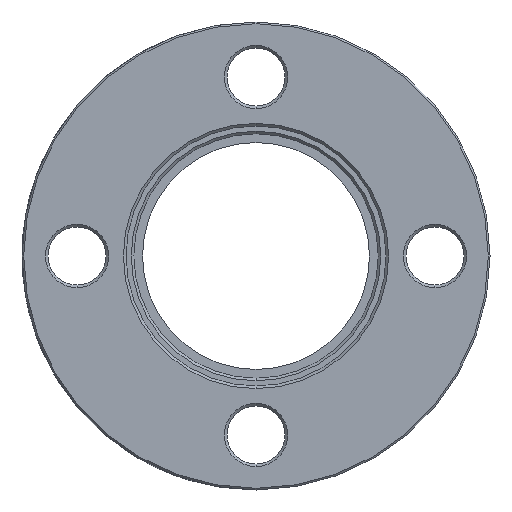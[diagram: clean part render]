
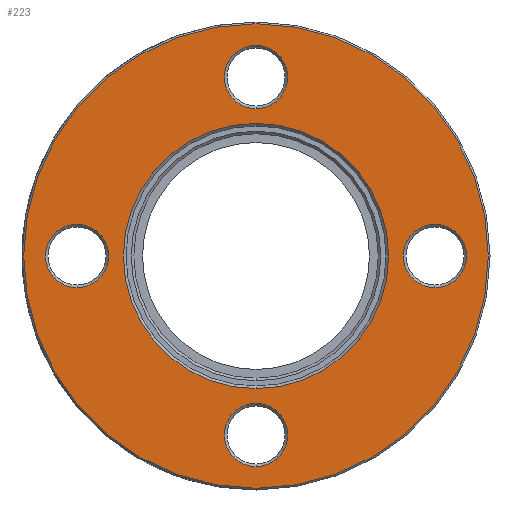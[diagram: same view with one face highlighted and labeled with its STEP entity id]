
A CAD part, front view. The second image highlights one B-rep face of the part: STEP entity #223.
In plain terms, the highlighted planar face has unit normal (0, -1, 0).
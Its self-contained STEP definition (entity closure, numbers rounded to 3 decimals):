
#5 = CARTESIAN_POINT ( 'NONE',  ( 20.65, 0., 0. ) ) ;
#9 = EDGE_CURVE ( 'NONE', #1337, #515, #919, .T. ) ;
#34 = ORIENTED_EDGE ( 'NONE', *, *, #751, .T. ) ;
#43 = EDGE_CURVE ( 'NONE', #906, #1580, #1658, .T. ) ;
#59 = DIRECTION ( 'NONE',  ( 0., 0., -1. ) ) ;
#62 = DIRECTION ( 'NONE',  ( 0., 0., -1. ) ) ;
#97 = CARTESIAN_POINT ( 'NONE',  ( 0., 0., 0. ) ) ;
#99 = VERTEX_POINT ( 'NONE', #1251 ) ;
#111 = CARTESIAN_POINT ( 'NONE',  ( 0., 0., 0. ) ) ;
#122 = DIRECTION ( 'NONE',  ( 0., 0., -1. ) ) ;
#123 = VERTEX_POINT ( 'NONE', #695 ) ;
#127 = FACE_BOUND ( 'NONE', #1764, .T. ) ;
#134 = CARTESIAN_POINT ( 'NONE',  ( 0., 0., 20.65 ) ) ;
#142 = ORIENTED_EDGE ( 'NONE', *, *, #382, .T. ) ;
#150 = CIRCLE ( 'NONE', #1644, 3.65 ) ;
#151 = EDGE_CURVE ( 'NONE', #461, #1594, #622, .T. ) ;
#165 = CARTESIAN_POINT ( 'NONE',  ( 0., 0., -26.8 ) ) ;
#168 = AXIS2_PLACEMENT_3D ( 'NONE', #1097, #235, #1220 ) ;
#175 = CIRCLE ( 'NONE', #1504, 26.8 ) ;
#180 = ORIENTED_EDGE ( 'NONE', *, *, #282, .T. ) ;
#223 = ADVANCED_FACE ( 'NONE', ( #1252, #514, #905, #127, #1561, #1211 ), #1757, .T. ) ;
#235 = DIRECTION ( 'NONE',  ( 0., 1., 0. ) ) ;
#238 = VERTEX_POINT ( 'NONE', #165 ) ;
#278 = DIRECTION ( 'NONE',  ( 0., 0., -1. ) ) ;
#282 = EDGE_CURVE ( 'NONE', #238, #492, #918, .T. ) ;
#294 = ORIENTED_EDGE ( 'NONE', *, *, #814, .T. ) ;
#310 = EDGE_LOOP ( 'NONE', ( #294, #391 ) ) ;
#375 = CARTESIAN_POINT ( 'NONE',  ( 0., 0., 0. ) ) ;
#382 = EDGE_CURVE ( 'NONE', #799, #657, #1160, .T. ) ;
#385 = CARTESIAN_POINT ( 'NONE',  ( 0., 0., -17. ) ) ;
#391 = ORIENTED_EDGE ( 'NONE', *, *, #151, .T. ) ;
#429 = CARTESIAN_POINT ( 'NONE',  ( 0., 0., -24.3 ) ) ;
#436 = CARTESIAN_POINT ( 'NONE',  ( -20.65, 0., 0. ) ) ;
#442 = CARTESIAN_POINT ( 'NONE',  ( 20.65, 0., 3.65 ) ) ;
#460 = AXIS2_PLACEMENT_3D ( 'NONE', #134, #1138, #278 ) ;
#461 = VERTEX_POINT ( 'NONE', #1361 ) ;
#474 = EDGE_CURVE ( 'NONE', #99, #123, #1681, .T. ) ;
#492 = VERTEX_POINT ( 'NONE', #797 ) ;
#514 = FACE_BOUND ( 'NONE', #687, .T. ) ;
#515 = VERTEX_POINT ( 'NONE', #940 ) ;
#518 = DIRECTION ( 'NONE',  ( 0., 0., -1. ) ) ;
#579 = EDGE_LOOP ( 'NONE', ( #1670, #890 ) ) ;
#580 = EDGE_CURVE ( 'NONE', #492, #238, #175, .T. ) ;
#581 = DIRECTION ( 'NONE',  ( 0., 0., -1. ) ) ;
#614 = EDGE_CURVE ( 'NONE', #1580, #906, #1516, .T. ) ;
#622 = CIRCLE ( 'NONE', #1799, 3.65 ) ;
#643 = DIRECTION ( 'NONE',  ( 0., 0., -1. ) ) ;
#657 = VERTEX_POINT ( 'NONE', #385 ) ;
#684 = DIRECTION ( 'NONE',  ( 0., 0., -1. ) ) ;
#687 = EDGE_LOOP ( 'NONE', ( #34, #1104 ) ) ;
#695 = CARTESIAN_POINT ( 'NONE',  ( 0., 0., 24.3 ) ) ;
#702 = AXIS2_PLACEMENT_3D ( 'NONE', #1709, #927, #59 ) ;
#734 = DIRECTION ( 'NONE',  ( 0., 1., 0. ) ) ;
#745 = AXIS2_PLACEMENT_3D ( 'NONE', #5, #1368, #833 ) ;
#751 = EDGE_CURVE ( 'NONE', #515, #1337, #1698, .T. ) ;
#797 = CARTESIAN_POINT ( 'NONE',  ( 0., 0., 26.8 ) ) ;
#799 = VERTEX_POINT ( 'NONE', #429 ) ;
#808 = DIRECTION ( 'NONE',  ( 0., 1., 0. ) ) ;
#814 = EDGE_CURVE ( 'NONE', #1594, #461, #150, .T. ) ;
#827 = AXIS2_PLACEMENT_3D ( 'NONE', #97, #734, #1779 ) ;
#829 = AXIS2_PLACEMENT_3D ( 'NONE', #1415, #1182, #891 ) ;
#833 = DIRECTION ( 'NONE',  ( 0., 0., -1. ) ) ;
#840 = EDGE_CURVE ( 'NONE', #657, #799, #882, .T. ) ;
#882 = CIRCLE ( 'NONE', #1728, 3.65 ) ;
#890 = ORIENTED_EDGE ( 'NONE', *, *, #614, .T. ) ;
#891 = DIRECTION ( 'NONE',  ( 0., 0., -1. ) ) ;
#905 = FACE_BOUND ( 'NONE', #1165, .T. ) ;
#906 = VERTEX_POINT ( 'NONE', #1472 ) ;
#916 = AXIS2_PLACEMENT_3D ( 'NONE', #111, #972, #684 ) ;
#918 = CIRCLE ( 'NONE', #829, 26.8 ) ;
#919 = CIRCLE ( 'NONE', #745, 3.65 ) ;
#927 = DIRECTION ( 'NONE',  ( 0., 1., 0. ) ) ;
#929 = DIRECTION ( 'NONE',  ( 0., 1., 0. ) ) ;
#935 = CARTESIAN_POINT ( 'NONE',  ( 0., 0., -20.65 ) ) ;
#940 = CARTESIAN_POINT ( 'NONE',  ( 20.65, 0., -3.65 ) ) ;
#972 = DIRECTION ( 'NONE',  ( 0., -1., 0. ) ) ;
#987 = DIRECTION ( 'NONE',  ( 0., 0., -1. ) ) ;
#995 = DIRECTION ( 'NONE',  ( 0., 1., 0. ) ) ;
#1013 = ORIENTED_EDGE ( 'NONE', *, *, #840, .T. ) ;
#1084 = DIRECTION ( 'NONE',  ( 0., 1., 0. ) ) ;
#1097 = CARTESIAN_POINT ( 'NONE',  ( 0., 0., 0. ) ) ;
#1104 = ORIENTED_EDGE ( 'NONE', *, *, #9, .T. ) ;
#1114 = CARTESIAN_POINT ( 'NONE',  ( -20.65, 0., 0. ) ) ;
#1138 = DIRECTION ( 'NONE',  ( 0., 1., 0. ) ) ;
#1160 = CIRCLE ( 'NONE', #1705, 3.65 ) ;
#1165 = EDGE_LOOP ( 'NONE', ( #1459, #1427 ) ) ;
#1182 = DIRECTION ( 'NONE',  ( 0., -1., 0. ) ) ;
#1208 = AXIS2_PLACEMENT_3D ( 'NONE', #1773, #995, #122 ) ;
#1211 = FACE_OUTER_BOUND ( 'NONE', #1303, .T. ) ;
#1220 = DIRECTION ( 'NONE',  ( 0., 0., -1. ) ) ;
#1251 = CARTESIAN_POINT ( 'NONE',  ( 0., 0., 17. ) ) ;
#1252 = FACE_BOUND ( 'NONE', #579, .T. ) ;
#1287 = EDGE_CURVE ( 'NONE', #123, #99, #1712, .T. ) ;
#1303 = EDGE_LOOP ( 'NONE', ( #1730, #180 ) ) ;
#1337 = VERTEX_POINT ( 'NONE', #442 ) ;
#1339 = DIRECTION ( 'NONE',  ( 0., -1., 0. ) ) ;
#1361 = CARTESIAN_POINT ( 'NONE',  ( -20.65, 0., 3.65 ) ) ;
#1368 = DIRECTION ( 'NONE',  ( 0., 1., 0. ) ) ;
#1402 = DIRECTION ( 'NONE',  ( 0., 1., 0. ) ) ;
#1404 = CARTESIAN_POINT ( 'NONE',  ( 0., 0., 15.3 ) ) ;
#1415 = CARTESIAN_POINT ( 'NONE',  ( 0., 0., 0. ) ) ;
#1427 = ORIENTED_EDGE ( 'NONE', *, *, #1287, .T. ) ;
#1459 = ORIENTED_EDGE ( 'NONE', *, *, #474, .T. ) ;
#1472 = CARTESIAN_POINT ( 'NONE',  ( 0., 0., -15.3 ) ) ;
#1504 = AXIS2_PLACEMENT_3D ( 'NONE', #375, #1339, #518 ) ;
#1516 = CIRCLE ( 'NONE', #168, 15.3 ) ;
#1561 = FACE_BOUND ( 'NONE', #310, .T. ) ;
#1580 = VERTEX_POINT ( 'NONE', #1404 ) ;
#1594 = VERTEX_POINT ( 'NONE', #1795 ) ;
#1644 = AXIS2_PLACEMENT_3D ( 'NONE', #436, #1402, #581 ) ;
#1658 = CIRCLE ( 'NONE', #827, 15.3 ) ;
#1670 = ORIENTED_EDGE ( 'NONE', *, *, #43, .T. ) ;
#1681 = CIRCLE ( 'NONE', #702, 3.65 ) ;
#1698 = CIRCLE ( 'NONE', #1208, 3.65 ) ;
#1705 = AXIS2_PLACEMENT_3D ( 'NONE', #935, #808, #643 ) ;
#1709 = CARTESIAN_POINT ( 'NONE',  ( 0., 0., 20.65 ) ) ;
#1712 = CIRCLE ( 'NONE', #460, 3.65 ) ;
#1713 = CARTESIAN_POINT ( 'NONE',  ( 0., 0., -20.65 ) ) ;
#1728 = AXIS2_PLACEMENT_3D ( 'NONE', #1713, #929, #62 ) ;
#1730 = ORIENTED_EDGE ( 'NONE', *, *, #580, .T. ) ;
#1757 = PLANE ( 'NONE',  #916 ) ;
#1764 = EDGE_LOOP ( 'NONE', ( #142, #1013 ) ) ;
#1773 = CARTESIAN_POINT ( 'NONE',  ( 20.65, 0., 0. ) ) ;
#1779 = DIRECTION ( 'NONE',  ( 0., 0., -1. ) ) ;
#1795 = CARTESIAN_POINT ( 'NONE',  ( -20.65, 0., -3.65 ) ) ;
#1799 = AXIS2_PLACEMENT_3D ( 'NONE', #1114, #1084, #987 ) ;
